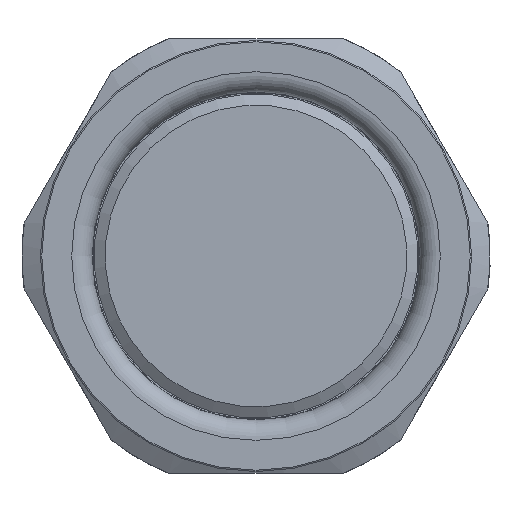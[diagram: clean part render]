
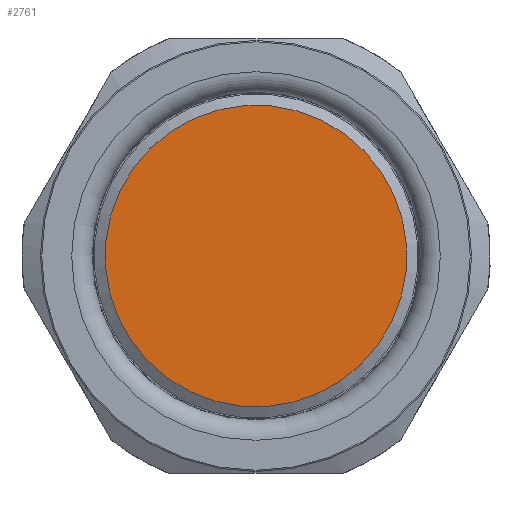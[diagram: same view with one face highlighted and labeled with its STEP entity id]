
A CAD part, left-side view. The second image highlights one B-rep face of the part: STEP entity #2761.
In plain terms, the highlighted face is planar.
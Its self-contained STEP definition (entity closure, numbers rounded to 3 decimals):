
#691=FACE_OUTER_BOUND('',#1012,.T.);
#1012=EDGE_LOOP('',(#2482));
#1192=CIRCLE('',#3206,22.23);
#1479=VERTEX_POINT('',#15107);
#1812=EDGE_CURVE('',#1479,#1479,#1192,.T.);
#2482=ORIENTED_EDGE('',*,*,#1812,.T.);
#2556=PLANE('',#3207);
#2761=ADVANCED_FACE('',(#691),#2556,.T.);
#3206=AXIS2_PLACEMENT_3D('',#15108,#4016,#4017);
#3207=AXIS2_PLACEMENT_3D('',#15109,#4018,#4019);
#4016=DIRECTION('center_axis',(1.,0.,0.));
#4017=DIRECTION('ref_axis',(0.,0.,-1.));
#4018=DIRECTION('center_axis',(1.,0.,0.));
#4019=DIRECTION('ref_axis',(0.,0.,-1.));
#15107=CARTESIAN_POINT('',(1.04,22.23,0.));
#15108=CARTESIAN_POINT('Origin',(1.04,0.,0.));
#15109=CARTESIAN_POINT('Origin',(1.04,0.,0.));
